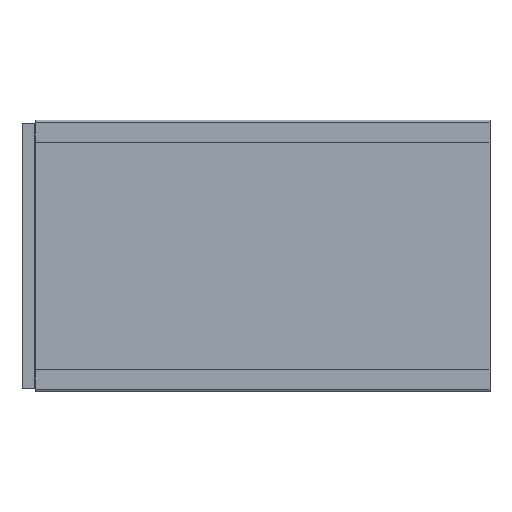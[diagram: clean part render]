
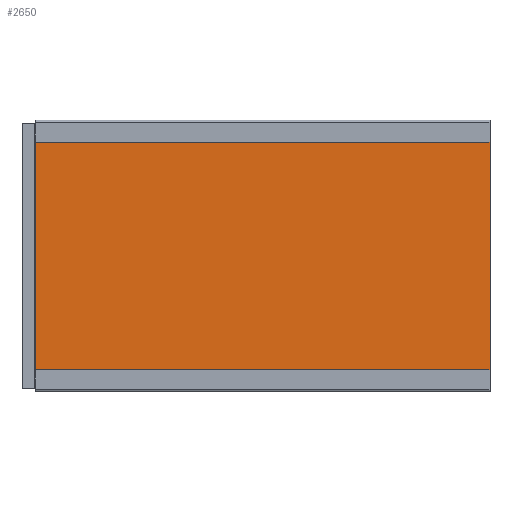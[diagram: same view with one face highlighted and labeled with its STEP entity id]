
A CAD part, top view. The second image highlights one B-rep face of the part: STEP entity #2650.
In plain terms, the highlighted planar face has unit normal (0, 0, 1).
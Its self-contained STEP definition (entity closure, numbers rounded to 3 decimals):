
#158=FACE_OUTER_BOUND('',#314,.T.);
#314=EDGE_LOOP('',(#1911,#1912,#1913,#1914));
#575=LINE('',#3989,#879);
#582=LINE('',#4003,#886);
#584=LINE('',#4007,#888);
#586=LINE('',#4010,#890);
#879=VECTOR('',#3192,250.);
#886=VECTOR('',#3203,500.5);
#888=VECTOR('',#3207,250.);
#890=VECTOR('',#3211,500.5);
#1167=VERTEX_POINT('',#3987);
#1168=VERTEX_POINT('',#3988);
#1173=VERTEX_POINT('',#4002);
#1174=VERTEX_POINT('',#4006);
#1431=EDGE_CURVE('',#1167,#1168,#575,.T.);
#1438=EDGE_CURVE('',#1167,#1173,#582,.T.);
#1440=EDGE_CURVE('',#1173,#1174,#584,.T.);
#1442=EDGE_CURVE('',#1174,#1168,#586,.T.);
#1911=ORIENTED_EDGE('',*,*,#1431,.T.);
#1912=ORIENTED_EDGE('',*,*,#1442,.F.);
#1913=ORIENTED_EDGE('',*,*,#1440,.F.);
#1914=ORIENTED_EDGE('',*,*,#1438,.F.);
#2524=PLANE('',#2828);
#2650=ADVANCED_FACE('',(#158),#2524,.T.);
#2828=AXIS2_PLACEMENT_3D('',#4011,#3212,#3213);
#3192=DIRECTION('',(0.,1.,0.));
#3203=DIRECTION('',(-1.,0.,0.));
#3207=DIRECTION('',(0.,1.,0.));
#3211=DIRECTION('',(1.,0.,0.));
#3212=DIRECTION('center_axis',(0.,0.,1.));
#3213=DIRECTION('ref_axis',(1.,0.,0.));
#3987=CARTESIAN_POINT('',(0.5,-125.,1.25));
#3988=CARTESIAN_POINT('',(0.5,125.,1.25));
#3989=CARTESIAN_POINT('',(0.5,0.,1.25));
#4002=CARTESIAN_POINT('',(-500.,-125.,1.25));
#4003=CARTESIAN_POINT('',(500.,-125.,1.25));
#4006=CARTESIAN_POINT('',(-500.,125.,1.25));
#4007=CARTESIAN_POINT('',(-500.,-125.,1.25));
#4010=CARTESIAN_POINT('',(-500.,125.,1.25));
#4011=CARTESIAN_POINT('Origin',(0.,0.,1.25));
